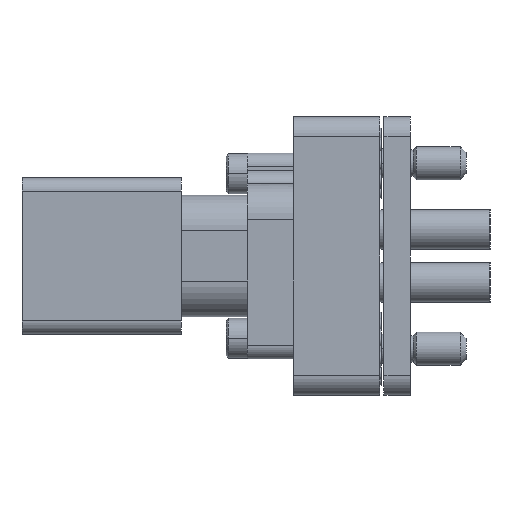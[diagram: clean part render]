
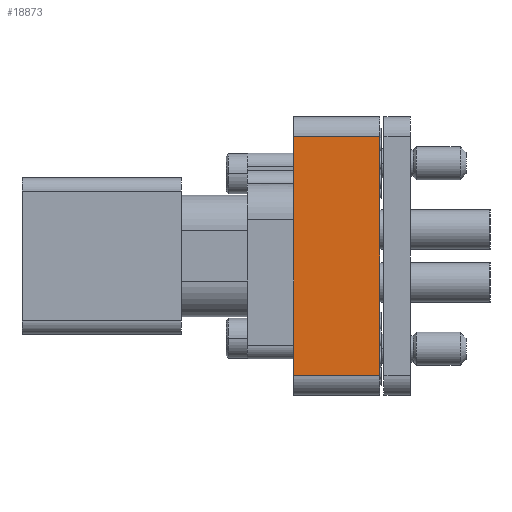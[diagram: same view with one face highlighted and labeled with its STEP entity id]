
A CAD part, left-side view. The second image highlights one B-rep face of the part: STEP entity #18873.
In plain terms, the highlighted planar face has unit normal (-1, 0, 0).
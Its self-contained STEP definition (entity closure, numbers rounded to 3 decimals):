
#213 = ORIENTED_EDGE ( 'NONE', *, *, #22185, .T. ) ;
#2890 = DIRECTION ( 'NONE',  ( 0., 0., 1. ) ) ;
#3027 = DIRECTION ( 'NONE',  ( 0., 1., 0. ) ) ;
#4072 = CARTESIAN_POINT ( 'NONE',  ( -5.75, 0., -9. ) ) ;
#4270 = CARTESIAN_POINT ( 'NONE',  ( -5.75, 6.5, -10.5 ) ) ;
#4500 = EDGE_CURVE ( 'NONE', #21564, #16003, #20536, .T. ) ;
#5652 = VERTEX_POINT ( 'NONE', #25878 ) ;
#7256 = DIRECTION ( 'NONE',  ( 0., 1., 0. ) ) ;
#8929 = CARTESIAN_POINT ( 'NONE',  ( -5.75, 6.5, -10.5 ) ) ;
#10732 = CARTESIAN_POINT ( 'NONE',  ( -5.75, 6.5, -9. ) ) ;
#11257 = CARTESIAN_POINT ( 'NONE',  ( -5.75, 0., -10.5 ) ) ;
#11500 = VERTEX_POINT ( 'NONE', #39529 ) ;
#11934 = EDGE_LOOP ( 'NONE', ( #49543, #46074, #13655, #213, #24390, #31392 ) ) ;
#13655 = ORIENTED_EDGE ( 'NONE', *, *, #41400, .T. ) ;
#15526 = EDGE_CURVE ( 'NONE', #21564, #46052, #39726, .T. ) ;
#16003 = VERTEX_POINT ( 'NONE', #4072 ) ;
#16234 = LINE ( 'NONE', #16473, #47723 ) ;
#16473 = CARTESIAN_POINT ( 'NONE',  ( -5.75, 6.5, 0. ) ) ;
#18264 = VECTOR ( 'NONE', #2890, 1000. ) ;
#18873 = ADVANCED_FACE ( 'Defeature ausgef�hrt4_6', ( #30738 ), #46162, .F. ) ;
#20021 = VECTOR ( 'NONE', #24345, 1000. ) ;
#20536 = LINE ( 'NONE', #24101, #20021 ) ;
#21564 = VERTEX_POINT ( 'NONE', #10732 ) ;
#21668 = EDGE_CURVE ( 'NONE', #11500, #46052, #16234, .T. ) ;
#22185 = EDGE_CURVE ( 'NONE', #5652, #34398, #25787, .T. ) ;
#24101 = CARTESIAN_POINT ( 'NONE',  ( -5.75, 6.5, -9. ) ) ;
#24345 = DIRECTION ( 'NONE',  ( 0., -1., 0. ) ) ;
#24390 = ORIENTED_EDGE ( 'NONE', *, *, #46919, .F. ) ;
#25787 = LINE ( 'NONE', #41176, #39665 ) ;
#25878 = CARTESIAN_POINT ( 'NONE',  ( -5.75, 0., 9. ) ) ;
#30738 = FACE_OUTER_BOUND ( 'NONE', #11934, .T. ) ;
#31392 = ORIENTED_EDGE ( 'NONE', *, *, #21668, .T. ) ;
#31628 = DIRECTION ( 'NONE',  ( 0., 0., -1. ) ) ;
#34234 = LINE ( 'NONE', #11257, #18264 ) ;
#34398 = VERTEX_POINT ( 'NONE', #49098 ) ;
#34788 = DIRECTION ( 'NONE',  ( 1., 0., 0. ) ) ;
#37071 = VECTOR ( 'NONE', #43921, 1000. ) ;
#38079 = CARTESIAN_POINT ( 'NONE',  ( -5.75, 6.5, -10.5 ) ) ;
#39480 = DIRECTION ( 'NONE',  ( 0., 0., 1. ) ) ;
#39529 = CARTESIAN_POINT ( 'NONE',  ( -5.75, 6.5, 2.75 ) ) ;
#39665 = VECTOR ( 'NONE', #3027, 1000. ) ;
#39726 = LINE ( 'NONE', #8929, #48233 ) ;
#40295 = CARTESIAN_POINT ( 'NONE',  ( -5.75, 6.5, -6.75 ) ) ;
#41176 = CARTESIAN_POINT ( 'NONE',  ( -5.75, 6.5, 9. ) ) ;
#41400 = EDGE_CURVE ( 'NONE', #16003, #5652, #34234, .T. ) ;
#42175 = LINE ( 'NONE', #4270, #37071 ) ;
#43921 = DIRECTION ( 'NONE',  ( 0., 0., 1. ) ) ;
#44327 = AXIS2_PLACEMENT_3D ( 'NONE', #38079, #34788, #7256 ) ;
#46052 = VERTEX_POINT ( 'NONE', #40295 ) ;
#46074 = ORIENTED_EDGE ( 'NONE', *, *, #4500, .T. ) ;
#46162 = PLANE ( 'NONE',  #44327 ) ;
#46919 = EDGE_CURVE ( 'NONE', #11500, #34398, #42175, .T. ) ;
#47723 = VECTOR ( 'NONE', #31628, 1000. ) ;
#48233 = VECTOR ( 'NONE', #39480, 1000. ) ;
#49098 = CARTESIAN_POINT ( 'NONE',  ( -5.75, 6.5, 9. ) ) ;
#49543 = ORIENTED_EDGE ( 'NONE', *, *, #15526, .F. ) ;
